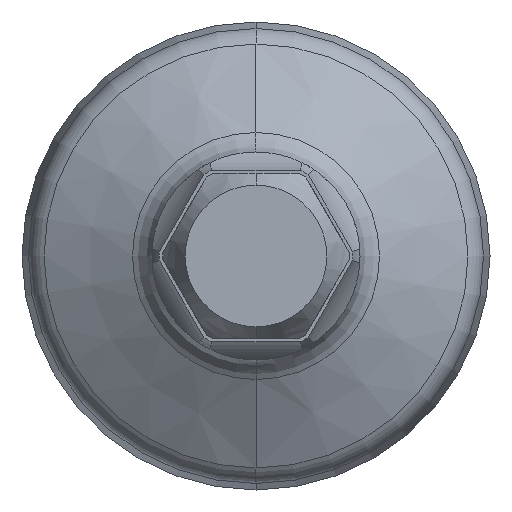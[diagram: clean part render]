
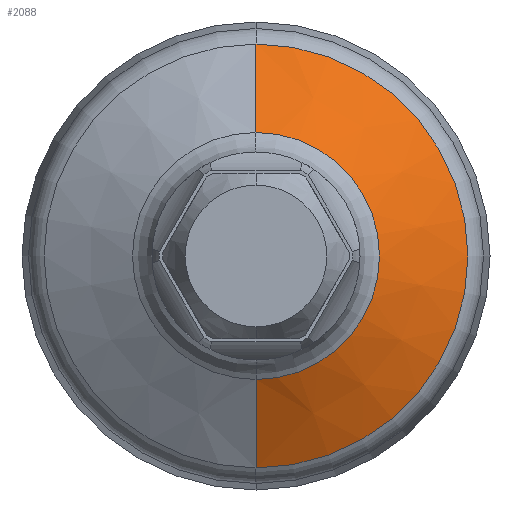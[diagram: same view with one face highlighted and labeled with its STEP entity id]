
A CAD part, front view. The second image highlights one B-rep face of the part: STEP entity #2088.
In plain terms, the highlighted conical face has half-angle 60 degrees and reference radius 6.45 mm.
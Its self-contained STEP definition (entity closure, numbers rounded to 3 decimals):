
#283=CARTESIAN_POINT('',(0.,105.433,0.));
#284=DIRECTION('',(0.,1.,0.));
#285=DIRECTION('',(0.,0.,1.));
#286=AXIS2_PLACEMENT_3D('',#283,#284,#285);
#291=DIRECTION('',(0.,0.5,0.866));
#292=VECTOR('',#291,3.926);
#293=CARTESIAN_POINT('',(0.,105.433,
4.75));
#294=LINE('',#293,#292);
#298=CARTESIAN_POINT('',(0.,107.396,0.));
#299=DIRECTION('',(0.,-1.,0.));
#300=DIRECTION('',(0.,0.,-1.));
#301=AXIS2_PLACEMENT_3D('',#298,#299,#300);
#306=DIRECTION('',(0.,0.5,-0.866));
#307=VECTOR('',#306,3.926);
#308=CARTESIAN_POINT('',(0.,105.433,
-4.75));
#309=LINE('',#308,#307);
#1878=CARTESIAN_POINT('',(0.,105.433,-4.75));
#1879=CARTESIAN_POINT('',(0.,105.433,4.75));
#1880=VERTEX_POINT('',#1878);
#1881=VERTEX_POINT('',#1879);
#1882=CARTESIAN_POINT('',(0.,107.396,
8.15));
#1883=VERTEX_POINT('',#1882);
#1884=CARTESIAN_POINT('',(0.,107.396,
-8.15));
#1885=VERTEX_POINT('',#1884);
#2074=CARTESIAN_POINT('',(0.,106.415,0.));
#2075=DIRECTION('',(0.,1.,0.));
#2076=DIRECTION('',(0.,0.,-1.));
#2077=AXIS2_PLACEMENT_3D('',#2074,#2075,#2076);
#2078=CONICAL_SURFACE('',#2077,6.45,60.);
#2080=ORIENTED_EDGE('',*,*,#2079,.F.);
#2082=ORIENTED_EDGE('',*,*,#2081,.T.);
#2083=ORIENTED_EDGE('',*,*,#2064,.F.);
#2085=ORIENTED_EDGE('',*,*,#2084,.F.);
#2086=EDGE_LOOP('',(#2080,#2082,#2083,#2085));
#2087=FACE_OUTER_BOUND('',#2086,.F.);
#2088=ADVANCED_FACE('',(#2087),#2078,.T.);
#287=CIRCLE('',#286,4.75);
#302=CIRCLE('',#301,8.15);
#2064=EDGE_CURVE('',#1885,#1883,#302,.T.);
#2079=EDGE_CURVE('',#1881,#1880,#287,.T.);
#2081=EDGE_CURVE('',#1881,#1883,#294,.T.);
#2084=EDGE_CURVE('',#1880,#1885,#309,.T.);
